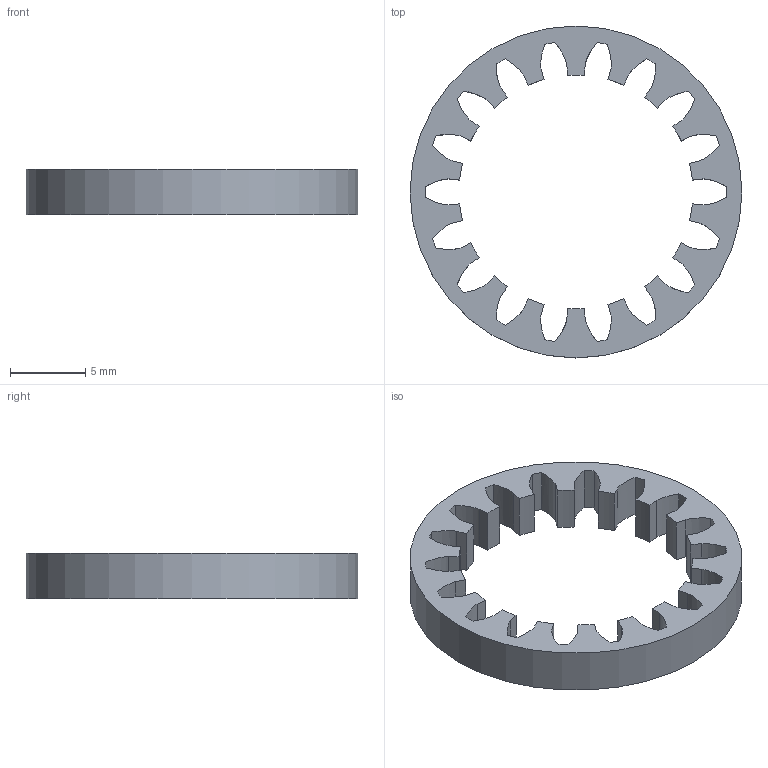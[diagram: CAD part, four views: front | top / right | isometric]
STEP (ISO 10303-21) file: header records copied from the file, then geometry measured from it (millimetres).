
FILE_DESCRIPTION(/* description */ (''),/* implementation_level */ '2;1');
FILE_NAME(/* name */ '18tinternal1mm.step',/* time_stamp */ '2020-11-24T21:33:10-05:00',/* author */ (''),/* organization */ (''),/* preprocessor_version */ 'ST-DEVELOPER v18.1',/* originating_system */ 'Autodesk Translation Framework v9.3.0.1241',/* authorisation */ '');
FILE_SCHEMA (('AUTOMOTIVE_DESIGN { 1 0 10303 214 3 1 1 }'));
Length unit declared in the file: millimetre
Products named in the file (1): (Unsaved)
Bounding box: 22 x 22 x 3 mm (x, y, z)
Volume: 398.2 mm3; surface area: 828.4 mm2
Topology: 1 solids, 1 shells, 147 faces, 435 edges, 290 vertices
Faces by surface type: plane 74, cylinder 37, bspline 36
Full cylindrical faces by diameter (mm): 22 x1
Entity records: 39732 total; most frequent: CARTESIAN_POINT 36045, ORIENTED_EDGE 870, DIRECTION 661, EDGE_CURVE 435, VERTEX_POINT 290, LINE 289, VECTOR 289, AXIS2_PLACEMENT_3D 186
